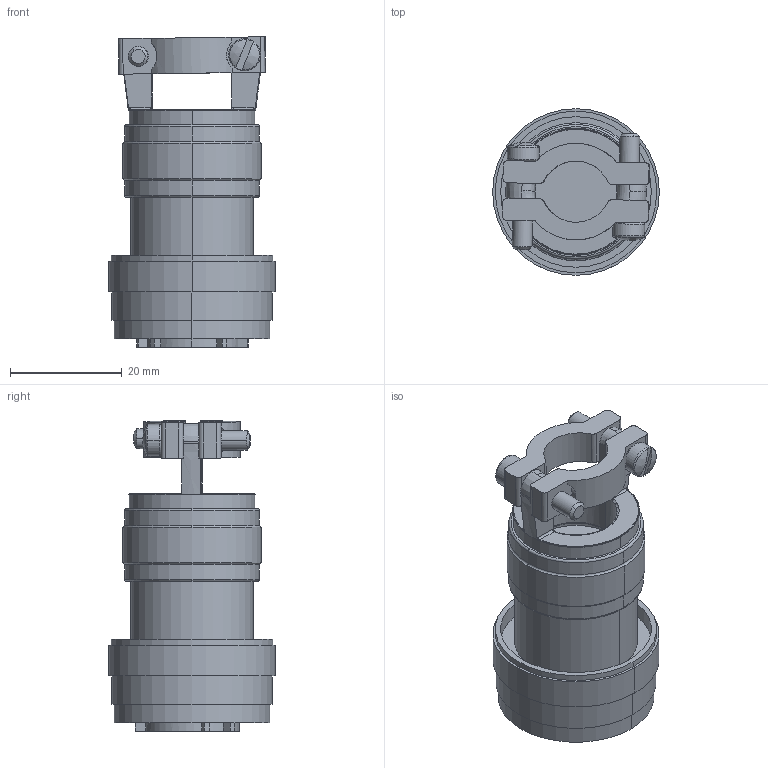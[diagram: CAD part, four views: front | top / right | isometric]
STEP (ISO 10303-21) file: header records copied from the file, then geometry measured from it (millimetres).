
FILE_DESCRIPTION(/* description */ ('Alibre Inc.'),/* implementation_level */ '2;1');
FILE_NAME(/* name */ 'export0',/* time_stamp */ '2010-02-02T09:06:20-08:00',/* author */ (''),/* organization */ (''),/* preprocessor_version */ 'ST-DEVELOPER v10',/* originating_system */ 'Alibre',/* authorisation */ '');
FILE_SCHEMA (('CONFIG_CONTROL_DESIGN'));
Length unit declared in the file: centimetre
Products named in the file (1): 110234 ACCU-GLASS PRODUCTS, INC
Bounding box: 29.87 x 29.87 x 55.67 mm (x, y, z)
Volume: 18746.2 mm3; surface area: 10961.8 mm2
Topology: 1 solids, 4 shells, 330 faces, 840 edges, 550 vertices
Faces by surface type: cylinder 130, plane 104, cone 45, torus 27, bspline 20, sphere 4
Entity records: 15627 total; most frequent: CARTESIAN_POINT 7908, ORIENTED_EDGE 1672, DIRECTION 1483, EDGE_CURVE 836, AXIS2_PLACEMENT_3D 649, VERTEX_POINT 550, CIRCLE 416, EDGE_LOOP 374
